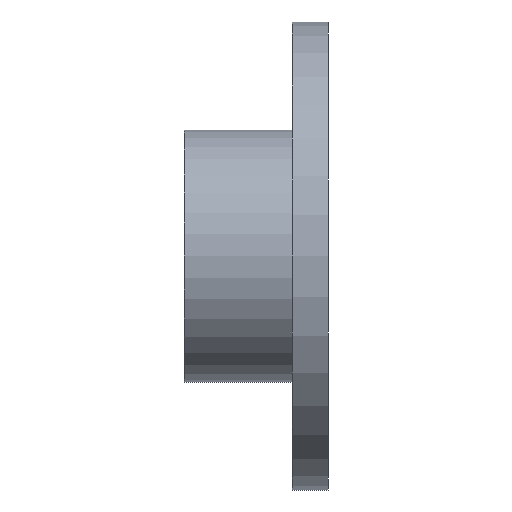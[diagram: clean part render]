
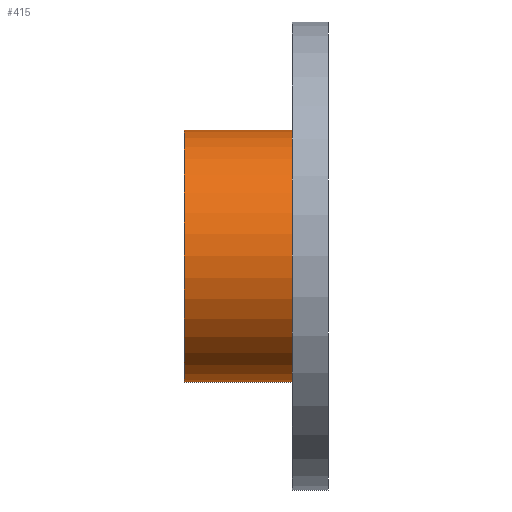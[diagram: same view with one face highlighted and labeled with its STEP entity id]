
A CAD part, left-side view. The second image highlights one B-rep face of the part: STEP entity #415.
In plain terms, the highlighted cylindrical face has radius 17.5 mm (diameter 35 mm), a partial arc.
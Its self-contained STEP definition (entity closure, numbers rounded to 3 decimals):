
#30 = CARTESIAN_POINT ( 'NONE',  ( 0., 5., 0. ) ) ;
#34 = AXIS2_PLACEMENT_3D ( 'NONE', #30, #685, #1044 ) ;
#36 = DIRECTION ( 'NONE',  ( 0., -1., 0. ) ) ;
#50 = CIRCLE ( 'NONE', #34, 17.5 ) ;
#147 = FACE_OUTER_BOUND ( 'NONE', #1198, .T. ) ;
#155 = CARTESIAN_POINT ( 'NONE',  ( 0., 20., 0. ) ) ;
#194 = VECTOR ( 'NONE', #36, 1000. ) ;
#281 = DIRECTION ( 'NONE',  ( 0., -1., 0. ) ) ;
#306 = EDGE_CURVE ( 'NONE', #829, #650, #50, .T. ) ;
#326 = ORIENTED_EDGE ( 'NONE', *, *, #648, .T. ) ;
#402 = CARTESIAN_POINT ( 'NONE',  ( 0., 5., 17.5 ) ) ;
#415 = ADVANCED_FACE ( 'NONE', ( #147 ), #645, .T. ) ;
#437 = CARTESIAN_POINT ( 'NONE',  ( 0., 5., -17.5 ) ) ;
#473 = AXIS2_PLACEMENT_3D ( 'NONE', #155, #983, #523 ) ;
#491 = VECTOR ( 'NONE', #281, 1000. ) ;
#522 = CARTESIAN_POINT ( 'NONE',  ( 0., 20., 0. ) ) ;
#523 = DIRECTION ( 'NONE',  ( 0., 0., -1. ) ) ;
#583 = ORIENTED_EDGE ( 'NONE', *, *, #778, .F. ) ;
#584 = EDGE_CURVE ( 'NONE', #853, #650, #751, .T. ) ;
#645 = CYLINDRICAL_SURFACE ( 'NONE', #473, 17.5 ) ;
#646 = VERTEX_POINT ( 'NONE', #875 ) ;
#648 = EDGE_CURVE ( 'NONE', #646, #829, #882, .T. ) ;
#650 = VERTEX_POINT ( 'NONE', #402 ) ;
#685 = DIRECTION ( 'NONE',  ( 0., 1., 0. ) ) ;
#694 = CIRCLE ( 'NONE', #714, 17.5 ) ;
#714 = AXIS2_PLACEMENT_3D ( 'NONE', #522, #990, #906 ) ;
#739 = ORIENTED_EDGE ( 'NONE', *, *, #306, .T. ) ;
#751 = LINE ( 'NONE', #1110, #491 ) ;
#771 = ORIENTED_EDGE ( 'NONE', *, *, #584, .F. ) ;
#778 = EDGE_CURVE ( 'NONE', #646, #853, #694, .T. ) ;
#795 = CARTESIAN_POINT ( 'NONE',  ( 0., 20., -17.5 ) ) ;
#829 = VERTEX_POINT ( 'NONE', #437 ) ;
#853 = VERTEX_POINT ( 'NONE', #910 ) ;
#875 = CARTESIAN_POINT ( 'NONE',  ( 0., 20., -17.5 ) ) ;
#882 = LINE ( 'NONE', #795, #194 ) ;
#906 = DIRECTION ( 'NONE',  ( 0., 0., 1. ) ) ;
#910 = CARTESIAN_POINT ( 'NONE',  ( 0., 20., 17.5 ) ) ;
#983 = DIRECTION ( 'NONE',  ( 0., -1., 0. ) ) ;
#990 = DIRECTION ( 'NONE',  ( 0., 1., 0. ) ) ;
#1044 = DIRECTION ( 'NONE',  ( 0., 0., 1. ) ) ;
#1110 = CARTESIAN_POINT ( 'NONE',  ( 0., 20., 17.5 ) ) ;
#1198 = EDGE_LOOP ( 'NONE', ( #771, #583, #326, #739 ) ) ;
